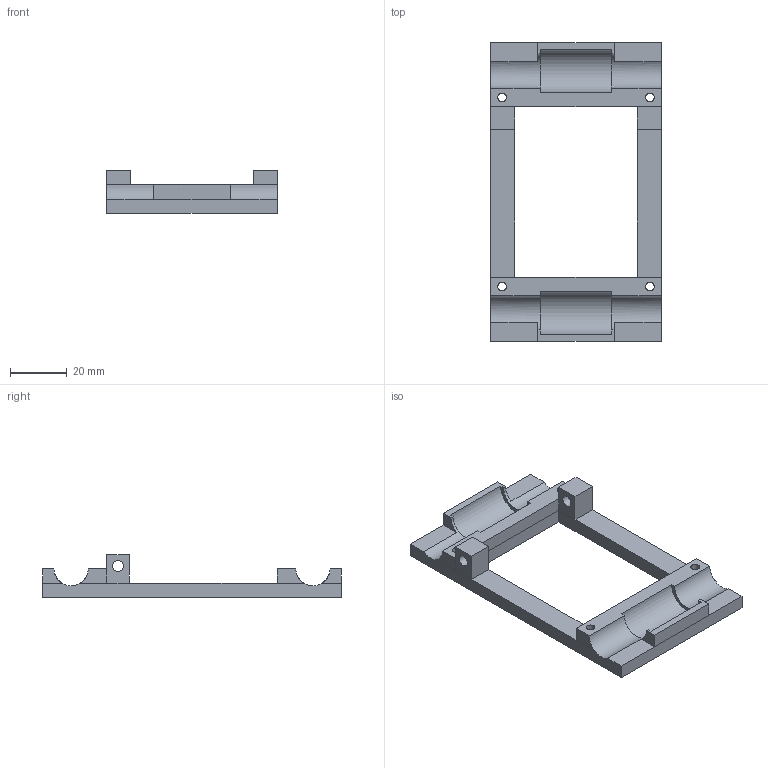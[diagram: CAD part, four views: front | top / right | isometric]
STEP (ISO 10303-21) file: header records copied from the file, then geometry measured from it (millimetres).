
FILE_DESCRIPTION(('FreeCAD Model'),'2;1');
FILE_NAME('X-Carrage_Front.step', '2017-04-04T15:10:15',('Author'),(''), 'Open CASCADE STEP processor 6.8','FreeCAD','Unknown');
FILE_SCHEMA(('AUTOMOTIVE_DESIGN_CC2 { 1 2 10303 214 -1 1 5 4 }'));
Length unit declared in the file: millimetre
Products named in the file (2): ASSEMBLY; Cut002
Assembly tree (1 placements, depth 2):
  ASSEMBLY
    Cut002
Bounding box: 60 x 105 x 15 mm (x, y, z)
Volume: 23051.9 mm3; surface area: 13003.4 mm2
Topology: 1 solids, 1 shells, 57 faces, 150 edges, 94 vertices
Faces by surface type: plane 45, cylinder 12
Full cylindrical faces by diameter (mm): 3 x4, 4 x2
Entity records: 3743 total; most frequent: CARTESIAN_POINT 699, DIRECTION 554, LINE 350, VECTOR 350, ORIENTED_EDGE 300, PCURVE 300, DEFINITIONAL_REPRESENTATION 300, EDGE_CURVE 150
